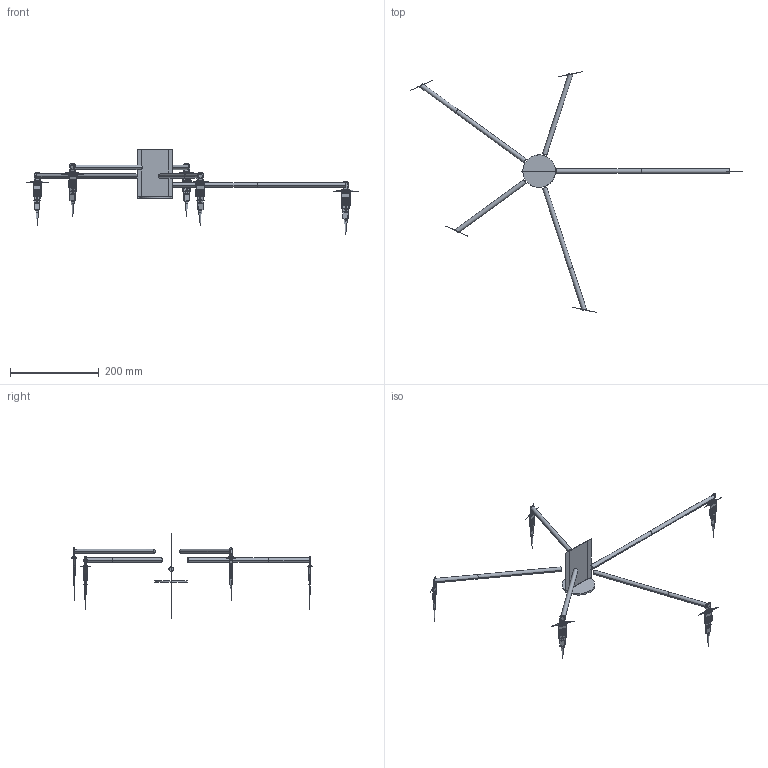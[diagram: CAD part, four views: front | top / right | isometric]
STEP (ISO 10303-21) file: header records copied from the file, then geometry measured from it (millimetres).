
FILE_DESCRIPTION(/* description */ (''),/* implementation_level */ '2;1');
FILE_NAME(/* name */ 'HERMES~1',/* time_stamp */ '2022-08-17T14:43:27+08:00',/* author */ (''),/* organization */ (''),/* preprocessor_version */ 'ST-DEVELOPER v16.5',/* originating_system */ '',/* authorisation */ '');
FILE_SCHEMA (('AUTOMOTIVE_DESIGN'));
Length unit declared in the file: millimetre
Products named in the file (1): Document
Bounding box: 749.23 x 543.19 x 191.47 mm (x, y, z)
Volume: 360311.4 mm3; surface area: 443830.8 mm2
Topology: 12 solids, 404 shells, 845 faces, 2792 edges, 1625 vertices
Faces by surface type: bspline 845
Entity records: 55424 total; most frequent: CARTESIAN_POINT 26700, B_SPLINE_CURVE_WITH_KNOTS 3811, ORIENTED_EDGE 3124, PCURVE 3124, DEFINITIONAL_REPRESENTATION 3124, SURFACE_CURVE 2240, EDGE_CURVE 2240, VERTEX_POINT 1524
